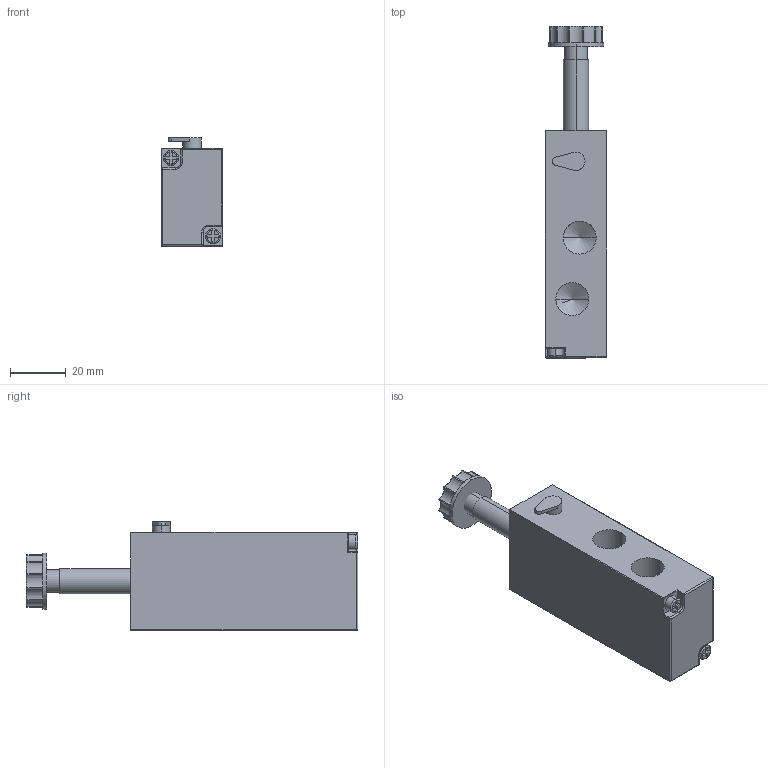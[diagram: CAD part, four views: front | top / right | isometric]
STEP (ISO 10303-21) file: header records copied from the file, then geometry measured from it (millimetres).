
FILE_DESCRIPTION (( 'STEP AP214' ), '1' );
FILE_NAME ('EMC-V5221-08.STEP', '2020-04-02T09:51:39', ( '' ), ( '' ), 'SwSTEP 2.0', 'SolidWorks 2020', '' );
FILE_SCHEMA (( 'AUTOMOTIVE_DESIGN' ));
Length unit declared in the file: millimetre
Products named in the file (1): EMC-V5221-08
Bounding box: 22 x 118.7 x 38.7 mm (x, y, z)
Volume: 58828.2 mm3; surface area: 15911.5 mm2
Topology: 2 solids, 2 shells, 184 faces, 447 edges, 248 vertices
Faces by surface type: cylinder 80, plane 49, torus 21, cone 14, sphere 14, bspline 6
Entity records: 7276 total; most frequent: CARTESIAN_POINT 1032, DIRECTION 949, ORIENTED_EDGE 826, EDGE_CURVE 413, AXIS2_PLACEMENT_3D 373, VERTEX_POINT 248, VECTOR 203, LINE 203
